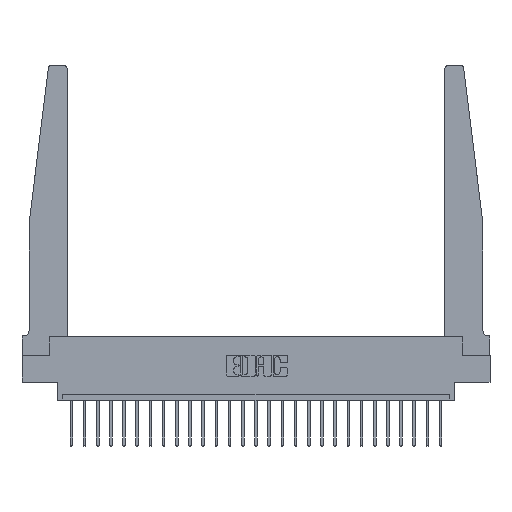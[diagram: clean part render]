
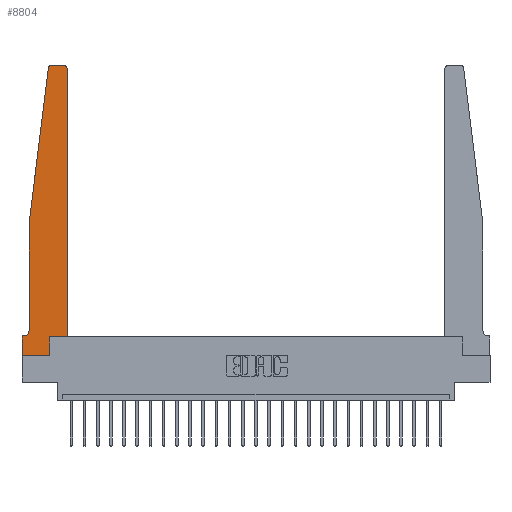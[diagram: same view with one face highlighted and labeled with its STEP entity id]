
A CAD part, top view. The second image highlights one B-rep face of the part: STEP entity #8804.
In plain terms, the highlighted planar face has unit normal (0, 0, 1).
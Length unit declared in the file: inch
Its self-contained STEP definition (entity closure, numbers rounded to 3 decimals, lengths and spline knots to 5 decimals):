
#290 = EDGE_CURVE ( 'NONE', #9731, #18574, #18425, .T. ) ;
#369 = ORIENTED_EDGE ( 'NONE', *, *, #7921, .T. ) ;
#510 = VECTOR ( 'NONE', #3357, 39.37008 ) ;
#708 = CARTESIAN_POINT ( 'NONE',  ( 0., 0., 0.37 ) ) ;
#950 = CARTESIAN_POINT ( 'NONE',  ( 0., 0.1875, 0.37 ) ) ;
#1195 = DIRECTION ( 'NONE',  ( -1., 0., 0. ) ) ;
#1454 = EDGE_CURVE ( 'NONE', #2852, #23510, #11547, .T. ) ;
#2477 = CARTESIAN_POINT ( 'NONE',  ( 0.24675, 2.72367, 0.37 ) ) ;
#2839 = DIRECTION ( 'NONE',  ( 1., 0., 0. ) ) ;
#2852 = VERTEX_POINT ( 'NONE', #18846 ) ;
#2948 = VECTOR ( 'NONE', #13196, 39.37008 ) ;
#3278 = VECTOR ( 'NONE', #11175, 39.37008 ) ;
#3357 = DIRECTION ( 'NONE',  ( 0., 1., 0. ) ) ;
#3538 = DIRECTION ( 'NONE',  ( 1., 0., 0. ) ) ;
#3580 = ORIENTED_EDGE ( 'NONE', *, *, #16766, .T. ) ;
#4524 = ORIENTED_EDGE ( 'NONE', *, *, #9695, .T. ) ;
#4638 = DIRECTION ( 'NONE',  ( 0., -1., 0. ) ) ;
#4726 = EDGE_CURVE ( 'NONE', #24510, #18685, #19283, .T. ) ;
#5263 = EDGE_CURVE ( 'NONE', #7609, #5896, #10385, .T. ) ;
#5335 = VECTOR ( 'NONE', #7624, 39.37008 ) ;
#5375 = LINE ( 'NONE', #9395, #2948 ) ;
#5377 = CARTESIAN_POINT ( 'NONE',  ( 0.425, 0.18, 0.37 ) ) ;
#5458 = EDGE_CURVE ( 'NONE', #11737, #9731, #15397, .T. ) ;
#5542 = DIRECTION ( 'NONE',  ( 0., 0., 1. ) ) ;
#5850 = PLANE ( 'NONE',  #22117 ) ;
#5896 = VERTEX_POINT ( 'NONE', #24003 ) ;
#5992 = VERTEX_POINT ( 'NONE', #15277 ) ;
#6245 = VERTEX_POINT ( 'NONE', #950 ) ;
#6293 = CARTESIAN_POINT ( 'NONE',  ( 0.015, 0.1875, 0.37 ) ) ;
#6320 = LINE ( 'NONE', #14636, #12271 ) ;
#7103 = VECTOR ( 'NONE', #4638, 39.37008 ) ;
#7326 = AXIS2_PLACEMENT_3D ( 'NONE', #13154, #5542, #18793 ) ;
#7365 = FACE_OUTER_BOUND ( 'NONE', #15946, .T. ) ;
#7609 = VERTEX_POINT ( 'NONE', #13891 ) ;
#7624 = DIRECTION ( 'NONE',  ( 0., 1., 0. ) ) ;
#7921 = EDGE_CURVE ( 'NONE', #5896, #5992, #22130, .T. ) ;
#7955 = CARTESIAN_POINT ( 'NONE',  ( 0.425, 0.18, 0.37 ) ) ;
#8192 = VECTOR ( 'NONE', #3538, 39.37008 ) ;
#8226 = DIRECTION ( 'NONE',  ( 0., 0., -1. ) ) ;
#8441 = ORIENTED_EDGE ( 'NONE', *, *, #19090, .T. ) ;
#8661 = ORIENTED_EDGE ( 'NONE', *, *, #5458, .T. ) ;
#8804 = ADVANCED_FACE ( 'NONE', ( #7365 ), #5850, .T. ) ;
#9395 = CARTESIAN_POINT ( 'NONE',  ( 0.065, 0.1875, 0.37 ) ) ;
#9695 = EDGE_CURVE ( 'NONE', #10870, #2852, #24352, .T. ) ;
#9731 = VERTEX_POINT ( 'NONE', #2477 ) ;
#9797 = ORIENTED_EDGE ( 'NONE', *, *, #5263, .T. ) ;
#10385 = LINE ( 'NONE', #7955, #5335 ) ;
#10592 = ORIENTED_EDGE ( 'NONE', *, *, #23338, .T. ) ;
#10870 = VERTEX_POINT ( 'NONE', #11621 ) ;
#10918 = CARTESIAN_POINT ( 'NONE',  ( 0.065, 1.25, 0.37 ) ) ;
#11175 = DIRECTION ( 'NONE',  ( -0.122, -0.992, 0. ) ) ;
#11453 = ORIENTED_EDGE ( 'NONE', *, *, #12011, .T. ) ;
#11547 = LINE ( 'NONE', #14708, #510 ) ;
#11608 = CARTESIAN_POINT ( 'NONE',  ( 0.065, 1.25, 0.37 ) ) ;
#11621 = CARTESIAN_POINT ( 'NONE',  ( 0., 0., 0.37 ) ) ;
#11737 = VERTEX_POINT ( 'NONE', #24610 ) ;
#12011 = EDGE_CURVE ( 'NONE', #23510, #7609, #12631, .T. ) ;
#12271 = VECTOR ( 'NONE', #18625, 39.37008 ) ;
#12631 = LINE ( 'NONE', #5377, #8192 ) ;
#12977 = VECTOR ( 'NONE', #1195, 39.37008 ) ;
#13154 = CARTESIAN_POINT ( 'NONE',  ( 0.395, 2.72, 0.37 ) ) ;
#13196 = DIRECTION ( 'NONE',  ( -1., 0., 0. ) ) ;
#13891 = CARTESIAN_POINT ( 'NONE',  ( 0.425, 0.18, 0.37 ) ) ;
#14022 = DIRECTION ( 'NONE',  ( 1., 0., 0. ) ) ;
#14313 = CARTESIAN_POINT ( 'NONE',  ( 0., 0., 0.37 ) ) ;
#14636 = CARTESIAN_POINT ( 'NONE',  ( 0.065, 1.25, 0.37 ) ) ;
#14708 = CARTESIAN_POINT ( 'NONE',  ( 0.2605, 0.18, 0.37 ) ) ;
#15277 = CARTESIAN_POINT ( 'NONE',  ( 0.395, 2.75, 0.37 ) ) ;
#15397 = CIRCLE ( 'NONE', #17479, 0.03 ) ;
#15442 = VECTOR ( 'NONE', #19600, 39.37008 ) ;
#15682 = CARTESIAN_POINT ( 'NONE',  ( 0.015, 0.2375, 0.37 ) ) ;
#15946 = EDGE_LOOP ( 'NONE', ( #3580, #8661, #16540, #8441, #20376, #10592, #20867, #4524, #17648, #11453, #9797, #369 ) ) ;
#16329 = CARTESIAN_POINT ( 'NONE',  ( 0.27653, 2.72, 0.37 ) ) ;
#16360 = AXIS2_PLACEMENT_3D ( 'NONE', #15682, #8226, #21485 ) ;
#16540 = ORIENTED_EDGE ( 'NONE', *, *, #290, .T. ) ;
#16766 = EDGE_CURVE ( 'NONE', #5992, #11737, #19209, .T. ) ;
#17304 = CARTESIAN_POINT ( 'NONE',  ( 0., 0.1875, 0.37 ) ) ;
#17479 = AXIS2_PLACEMENT_3D ( 'NONE', #16329, #19880, #2839 ) ;
#17648 = ORIENTED_EDGE ( 'NONE', *, *, #1454, .T. ) ;
#18425 = LINE ( 'NONE', #10918, #3278 ) ;
#18530 = CARTESIAN_POINT ( 'NONE',  ( 0.25, 2.75, 0.37 ) ) ;
#18574 = VERTEX_POINT ( 'NONE', #11608 ) ;
#18625 = DIRECTION ( 'NONE',  ( 0., -1., 0. ) ) ;
#18685 = VERTEX_POINT ( 'NONE', #6293 ) ;
#18793 = DIRECTION ( 'NONE',  ( 1., 0., 0. ) ) ;
#18846 = CARTESIAN_POINT ( 'NONE',  ( 0.2605, 0., 0.37 ) ) ;
#19090 = EDGE_CURVE ( 'NONE', #18574, #24510, #6320, .T. ) ;
#19181 = DIRECTION ( 'NONE',  ( 0., 0., 1. ) ) ;
#19209 = LINE ( 'NONE', #18530, #12977 ) ;
#19283 = CIRCLE ( 'NONE', #16360, 0.05 ) ;
#19600 = DIRECTION ( 'NONE',  ( 1., 0., 0. ) ) ;
#19626 = CARTESIAN_POINT ( 'NONE',  ( 0.065, 0.2375, 0.37 ) ) ;
#19880 = DIRECTION ( 'NONE',  ( 0., 0., 1. ) ) ;
#20376 = ORIENTED_EDGE ( 'NONE', *, *, #4726, .T. ) ;
#20867 = ORIENTED_EDGE ( 'NONE', *, *, #21980, .T. ) ;
#21485 = DIRECTION ( 'NONE',  ( -1., 0., 0. ) ) ;
#21963 = LINE ( 'NONE', #14313, #7103 ) ;
#21980 = EDGE_CURVE ( 'NONE', #6245, #10870, #21963, .T. ) ;
#22117 = AXIS2_PLACEMENT_3D ( 'NONE', #17304, #19181, #14022 ) ;
#22130 = CIRCLE ( 'NONE', #7326, 0.03 ) ;
#23118 = CARTESIAN_POINT ( 'NONE',  ( 0.2605, 0.18, 0.37 ) ) ;
#23338 = EDGE_CURVE ( 'NONE', #18685, #6245, #5375, .T. ) ;
#23510 = VERTEX_POINT ( 'NONE', #23118 ) ;
#24003 = CARTESIAN_POINT ( 'NONE',  ( 0.425, 2.72, 0.37 ) ) ;
#24352 = LINE ( 'NONE', #708, #15442 ) ;
#24510 = VERTEX_POINT ( 'NONE', #19626 ) ;
#24610 = CARTESIAN_POINT ( 'NONE',  ( 0.27653, 2.75, 0.37 ) ) ;
